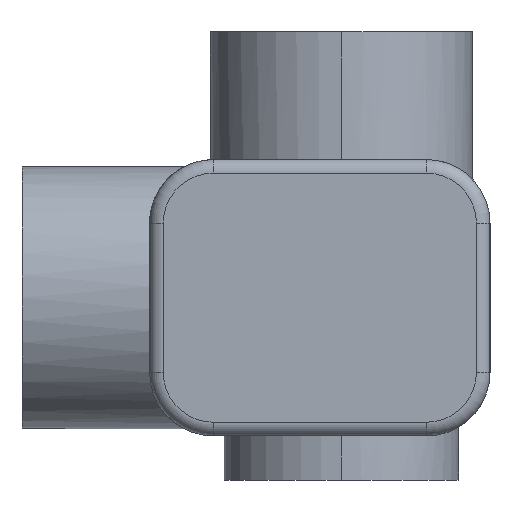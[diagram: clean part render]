
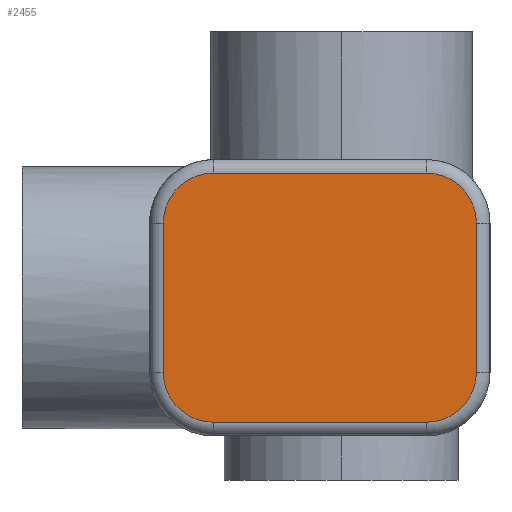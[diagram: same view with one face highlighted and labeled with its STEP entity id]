
A CAD part, left-side view. The second image highlights one B-rep face of the part: STEP entity #2455.
In plain terms, the highlighted planar face has unit normal (-1, 0, 0).
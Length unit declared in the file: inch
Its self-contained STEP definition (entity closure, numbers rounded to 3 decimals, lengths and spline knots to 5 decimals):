
#224 = CARTESIAN_POINT ( 'NONE',  ( -1.5455, -0.313, -0.219 ) ) ;
#316 = CIRCLE ( 'NONE', #12102, 0.147 ) ;
#507 = AXIS2_PLACEMENT_3D ( 'NONE', #13702, #10517, #3975 ) ;
#594 = EDGE_LOOP ( 'NONE', ( #3940, #9188, #1587, #9215, #2972, #2027, #5936, #7371 ) ) ;
#1371 = CIRCLE ( 'NONE', #2526, 0.147 ) ;
#1570 = CARTESIAN_POINT ( 'NONE',  ( -1.5455, -0.46, -0.219 ) ) ;
#1587 = ORIENTED_EDGE ( 'NONE', *, *, #13962, .T. ) ;
#1911 = CIRCLE ( 'NONE', #7805, 0.147 ) ;
#2027 = ORIENTED_EDGE ( 'NONE', *, *, #6597, .T. ) ;
#2058 = VERTEX_POINT ( 'NONE', #9066 ) ;
#2442 = VERTEX_POINT ( 'NONE', #13081 ) ;
#2455 = ADVANCED_FACE ( 'NONE', ( #9833 ), #8757, .T. ) ;
#2526 = AXIS2_PLACEMENT_3D ( 'NONE', #6562, #10514, #5431 ) ;
#2972 = ORIENTED_EDGE ( 'NONE', *, *, #10431, .T. ) ;
#3254 = EDGE_CURVE ( 'NONE', #2442, #4018, #5994, .T. ) ;
#3607 = VERTEX_POINT ( 'NONE', #9287 ) ;
#3940 = ORIENTED_EDGE ( 'NONE', *, *, #11533, .T. ) ;
#3953 = CARTESIAN_POINT ( 'NONE',  ( -1.5455, -0.46, 0.219 ) ) ;
#3975 = DIRECTION ( 'NONE',  ( 0., 0., 1. ) ) ;
#4018 = VERTEX_POINT ( 'NONE', #8998 ) ;
#4104 = DIRECTION ( 'NONE',  ( -1., 0., 0. ) ) ;
#4344 = DIRECTION ( 'NONE',  ( -1., 0., 0. ) ) ;
#4474 = DIRECTION ( 'NONE',  ( 0., 0., 1. ) ) ;
#5343 = CARTESIAN_POINT ( 'NONE',  ( -1.5455, 0.313, -0.366 ) ) ;
#5431 = DIRECTION ( 'NONE',  ( 0., 0., 1. ) ) ;
#5465 = VECTOR ( 'NONE', #12855, 39.37008 ) ;
#5827 = CARTESIAN_POINT ( 'NONE',  ( -1.5455, -0.313, 0.366 ) ) ;
#5936 = ORIENTED_EDGE ( 'NONE', *, *, #13444, .T. ) ;
#5994 = LINE ( 'NONE', #10334, #9568 ) ;
#6218 = VERTEX_POINT ( 'NONE', #5343 ) ;
#6485 = DIRECTION ( 'NONE',  ( 0., 0., 1. ) ) ;
#6562 = CARTESIAN_POINT ( 'NONE',  ( -1.5455, 0.313, -0.219 ) ) ;
#6597 = EDGE_CURVE ( 'NONE', #6218, #3607, #9730, .T. ) ;
#7286 = DIRECTION ( 'NONE',  ( 0., 0., 1. ) ) ;
#7371 = ORIENTED_EDGE ( 'NONE', *, *, #11241, .T. ) ;
#7416 = VERTEX_POINT ( 'NONE', #3953 ) ;
#7545 = CARTESIAN_POINT ( 'NONE',  ( -1.5455, 0., 0. ) ) ;
#7805 = AXIS2_PLACEMENT_3D ( 'NONE', #8360, #4104, #7286 ) ;
#7966 = AXIS2_PLACEMENT_3D ( 'NONE', #7545, #11885, #6485 ) ;
#8360 = CARTESIAN_POINT ( 'NONE',  ( -1.5455, 0.313, 0.219 ) ) ;
#8422 = VECTOR ( 'NONE', #4474, 39.37008 ) ;
#8459 = DIRECTION ( 'NONE',  ( 0., -1., 0. ) ) ;
#8757 = PLANE ( 'NONE',  #7966 ) ;
#8998 = CARTESIAN_POINT ( 'NONE',  ( -1.5455, 0.46, -0.219 ) ) ;
#9066 = CARTESIAN_POINT ( 'NONE',  ( -1.5455, 0.313, 0.366 ) ) ;
#9188 = ORIENTED_EDGE ( 'NONE', *, *, #10763, .T. ) ;
#9215 = ORIENTED_EDGE ( 'NONE', *, *, #3254, .T. ) ;
#9287 = CARTESIAN_POINT ( 'NONE',  ( -1.5455, -0.313, -0.366 ) ) ;
#9568 = VECTOR ( 'NONE', #13722, 39.37008 ) ;
#9730 = LINE ( 'NONE', #11719, #10395 ) ;
#9833 = FACE_OUTER_BOUND ( 'NONE', #594, .T. ) ;
#10334 = CARTESIAN_POINT ( 'NONE',  ( -1.5455, 0.46, -0.219 ) ) ;
#10368 = VERTEX_POINT ( 'NONE', #5827 ) ;
#10395 = VECTOR ( 'NONE', #8459, 39.37008 ) ;
#10431 = EDGE_CURVE ( 'NONE', #4018, #6218, #1371, .T. ) ;
#10514 = DIRECTION ( 'NONE',  ( -1., 0., 0. ) ) ;
#10517 = DIRECTION ( 'NONE',  ( -1., 0., 0. ) ) ;
#10763 = EDGE_CURVE ( 'NONE', #10368, #2058, #13855, .T. ) ;
#11092 = DIRECTION ( 'NONE',  ( 0., 0., 1. ) ) ;
#11241 = EDGE_CURVE ( 'NONE', #12224, #7416, #11993, .T. ) ;
#11533 = EDGE_CURVE ( 'NONE', #7416, #10368, #12291, .T. ) ;
#11719 = CARTESIAN_POINT ( 'NONE',  ( -1.5455, -0.313, -0.366 ) ) ;
#11798 = CARTESIAN_POINT ( 'NONE',  ( -1.5455, 0.313, 0.366 ) ) ;
#11885 = DIRECTION ( 'NONE',  ( -1., 0., 0. ) ) ;
#11924 = CARTESIAN_POINT ( 'NONE',  ( -1.5455, -0.46, 0.219 ) ) ;
#11993 = LINE ( 'NONE', #11924, #8422 ) ;
#12102 = AXIS2_PLACEMENT_3D ( 'NONE', #224, #4344, #11092 ) ;
#12224 = VERTEX_POINT ( 'NONE', #1570 ) ;
#12291 = CIRCLE ( 'NONE', #507, 0.147 ) ;
#12855 = DIRECTION ( 'NONE',  ( 0., 1., 0. ) ) ;
#13081 = CARTESIAN_POINT ( 'NONE',  ( -1.5455, 0.46, 0.219 ) ) ;
#13444 = EDGE_CURVE ( 'NONE', #3607, #12224, #316, .T. ) ;
#13702 = CARTESIAN_POINT ( 'NONE',  ( -1.5455, -0.313, 0.219 ) ) ;
#13722 = DIRECTION ( 'NONE',  ( 0., 0., -1. ) ) ;
#13855 = LINE ( 'NONE', #11798, #5465 ) ;
#13962 = EDGE_CURVE ( 'NONE', #2058, #2442, #1911, .T. ) ;
